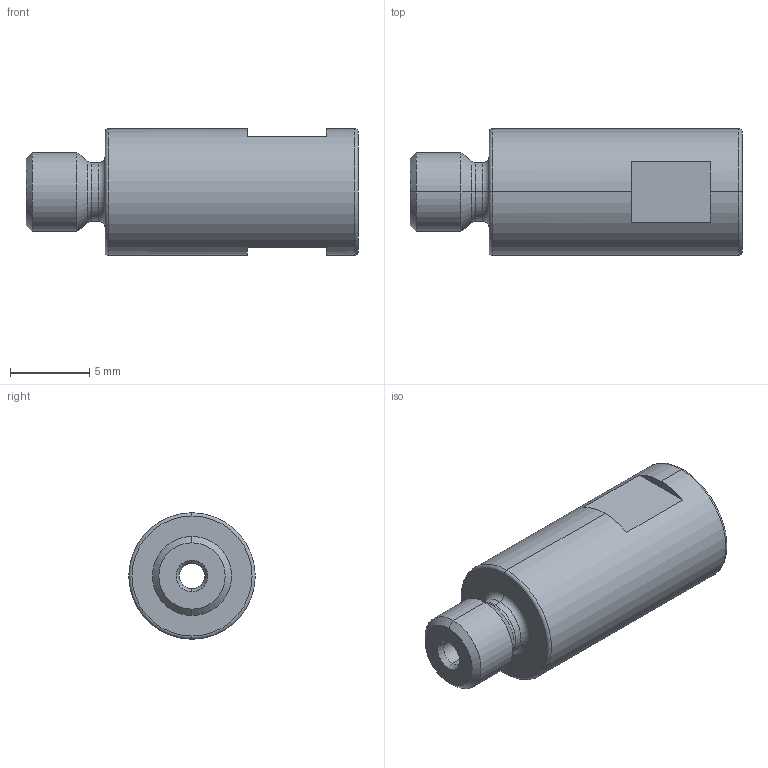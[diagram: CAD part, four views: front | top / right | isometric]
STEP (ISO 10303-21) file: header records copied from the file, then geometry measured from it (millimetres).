
FILE_DESCRIPTION (( 'STEP AP214' ), '1' );
FILE_NAME ('5-U.8.K01.016_A.STEP', '2023-08-15T09:16:12', ( '' ), ( '' ), 'SwSTEP 2.0', 'SolidWorks 2017', '' );
FILE_SCHEMA (( 'AUTOMOTIVE_DESIGN' ));
Length unit declared in the file: millimetre
Products named in the file (1): 5-U.8.K01.016_A
Bounding box: 21 x 8 x 8 mm (x, y, z)
Volume: 717.4 mm3; surface area: 748.4 mm2
Topology: 1 solids, 1 shells, 37 faces, 80 edges, 46 vertices
Faces by surface type: cone 10, cylinder 10, plane 9, torus 8
Entity records: 1090 total; most frequent: DIRECTION 206, CARTESIAN_POINT 164, ORIENTED_EDGE 160, AXIS2_PLACEMENT_3D 88, EDGE_CURVE 80, CIRCLE 50, VERTEX_POINT 46, EDGE_LOOP 40
